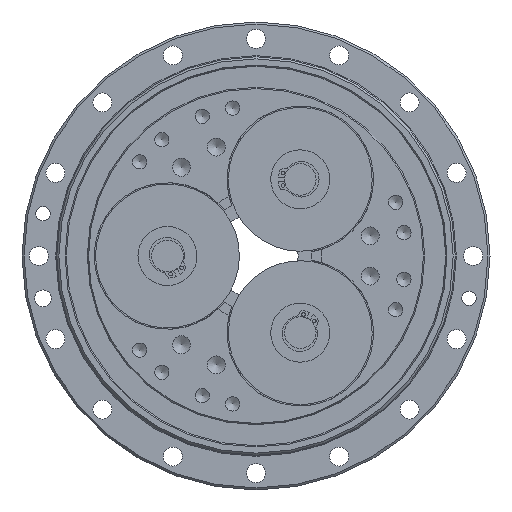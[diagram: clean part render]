
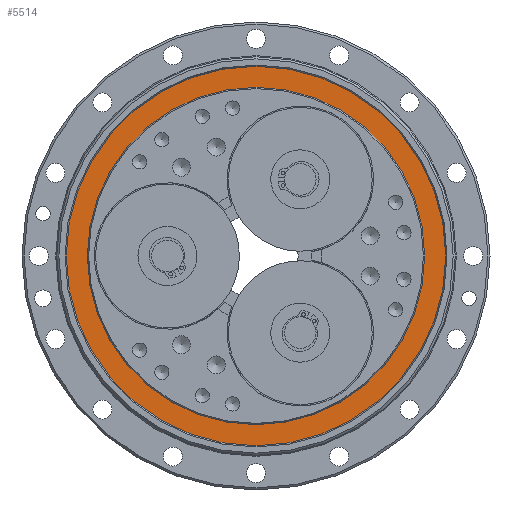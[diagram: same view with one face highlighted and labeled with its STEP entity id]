
A CAD part, left-side view. The second image highlights one B-rep face of the part: STEP entity #5514.
In plain terms, the highlighted planar face has unit normal (-1, 0, 0).
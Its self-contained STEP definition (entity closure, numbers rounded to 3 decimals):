
#60=FACE_BOUND('',#780,.T.);
#147=PLANE('',#6043);
#452=FACE_OUTER_BOUND('',#779,.T.);
#779=EDGE_LOOP('',(#4074,#4075));
#780=EDGE_LOOP('',(#4076,#4077));
#1236=CIRCLE('',#6044,90.);
#1237=CIRCLE('',#6045,90.);
#1238=CIRCLE('',#6046,80.);
#1239=CIRCLE('',#6047,80.);
#2381=VERTEX_POINT('',#8923);
#2382=VERTEX_POINT('',#8924);
#2383=VERTEX_POINT('',#8927);
#2384=VERTEX_POINT('',#8928);
#3035=EDGE_CURVE('',#2381,#2382,#1236,.T.);
#3036=EDGE_CURVE('',#2382,#2381,#1237,.T.);
#3037=EDGE_CURVE('',#2383,#2384,#1238,.T.);
#3038=EDGE_CURVE('',#2384,#2383,#1239,.T.);
#4074=ORIENTED_EDGE('',*,*,#3035,.T.);
#4075=ORIENTED_EDGE('',*,*,#3036,.T.);
#4076=ORIENTED_EDGE('',*,*,#3037,.F.);
#4077=ORIENTED_EDGE('',*,*,#3038,.F.);
#5514=ADVANCED_FACE('',(#452,#60),#147,.T.);
#6043=AXIS2_PLACEMENT_3D('',#8922,#7151,#7152);
#6044=AXIS2_PLACEMENT_3D('',#8925,#7153,#7154);
#6045=AXIS2_PLACEMENT_3D('',#8926,#7155,#7156);
#6046=AXIS2_PLACEMENT_3D('',#8929,#7157,#7158);
#6047=AXIS2_PLACEMENT_3D('',#8930,#7159,#7160);
#7151=DIRECTION('center_axis',(-1.,0.,0.));
#7152=DIRECTION('ref_axis',(0.,-1.,0.));
#7153=DIRECTION('center_axis',(-1.,0.,0.));
#7154=DIRECTION('ref_axis',(0.,-1.,0.));
#7155=DIRECTION('center_axis',(-1.,0.,0.));
#7156=DIRECTION('ref_axis',(0.,-1.,0.));
#7157=DIRECTION('center_axis',(-1.,0.,0.));
#7158=DIRECTION('ref_axis',(0.,-1.,0.));
#7159=DIRECTION('center_axis',(-1.,0.,0.));
#7160=DIRECTION('ref_axis',(0.,-1.,0.));
#8922=CARTESIAN_POINT('Origin',(-59.747,2.493,222.));
#8923=CARTESIAN_POINT('',(-59.747,-87.507,222.));
#8924=CARTESIAN_POINT('',(-59.747,92.493,222.));
#8925=CARTESIAN_POINT('Origin',(-59.747,2.493,222.));
#8926=CARTESIAN_POINT('Origin',(-59.747,2.493,222.));
#8927=CARTESIAN_POINT('',(-59.747,-77.507,222.));
#8928=CARTESIAN_POINT('',(-59.747,82.493,222.));
#8929=CARTESIAN_POINT('Origin',(-59.747,2.493,222.));
#8930=CARTESIAN_POINT('Origin',(-59.747,2.493,222.));
